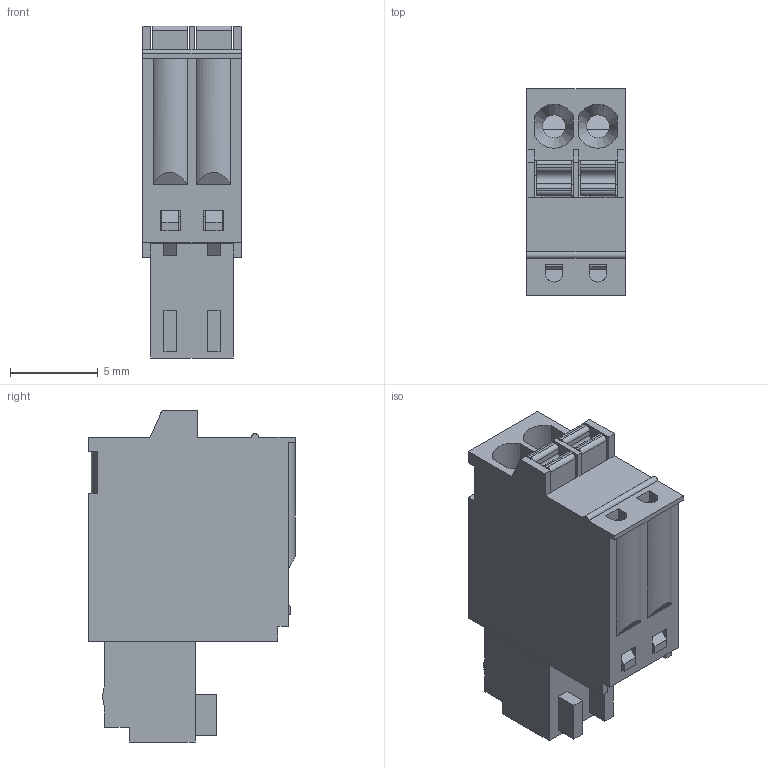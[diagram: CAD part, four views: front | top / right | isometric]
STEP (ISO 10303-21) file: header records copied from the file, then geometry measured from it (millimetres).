
FILE_DESCRIPTION( ( 'Unknown' ), '1' );
FILE_NAME( '691381000002.stp', 'Unknown', ( 'Unknown' ), ( 'Unknown' ), 'PSStep 19.0.9', 'Unknown', ' ' );
FILE_SCHEMA( ( 'AUTOMOTIVE_DESIGN { 1 0 10303 214 1 1 1 1 }' ) );
Length unit declared in the file: millimetre
Products named in the file (6): Assem1; 691381000002; 691381000002_BAS; 6913810000xx_Levier; 6913810000xx; 6913810000xx_LAME
Assembly tree (8 placements, depth 2):
  Assem1
    691381000002
    691381000002_BAS
    6913810000xx_Levier  x2
    6913810000xx  x2
    6913810000xx_LAME  x2
Bounding box: 5.6 x 11.8 x 18.95 mm (x, y, z)
Volume: 563.5 mm3; surface area: 2133.9 mm2
Topology: 8 solids, 8 shells, 516 faces, 1431 edges, 929 vertices
Faces by surface type: plane 414, cylinder 98, cone 4
Full cylindrical faces by diameter (mm): 1.3 x2
Entity records: 15217 total; most frequent: CARTESIAN_POINT 2189, ORIENTED_EDGE 2114, DIRECTION 1949, EDGE_CURVE 1057, LINE 933, VECTOR 933, VERTEX_POINT 692, AXIS2_PLACEMENT_3D 508
